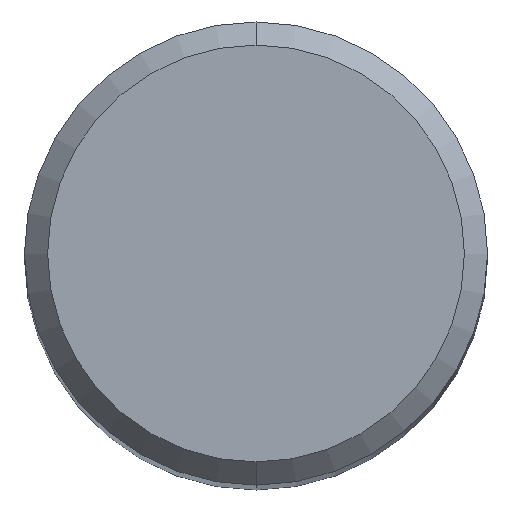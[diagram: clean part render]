
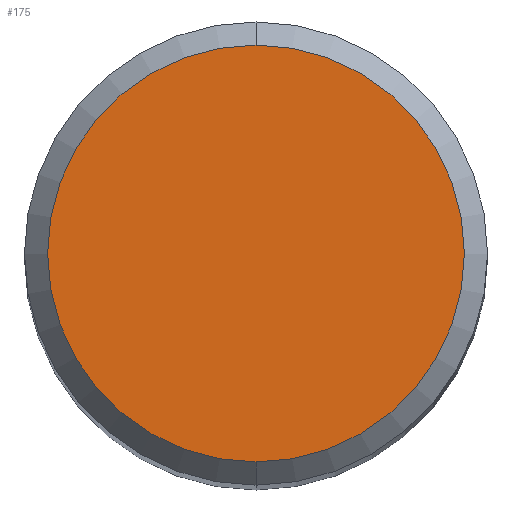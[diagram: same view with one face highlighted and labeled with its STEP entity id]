
A CAD part, top view. The second image highlights one B-rep face of the part: STEP entity #175.
In plain terms, the highlighted planar face has unit normal (0, 0, 1).
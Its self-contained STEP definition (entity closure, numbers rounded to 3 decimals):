
#175=ADVANCED_FACE('',(#467),#468,.T.);
#195=EDGE_CURVE('',#403,#255,#489,.T.);
#255=VERTEX_POINT('',#555);
#403=VERTEX_POINT('',#718);
#405=EDGE_CURVE('',#255,#403,#720,.T.);
#467=FACE_OUTER_BOUND('',#782,.T.);
#468=PLANE('',#783);
#489=CIRCLE('',#840,4.5);
#555=CARTESIAN_POINT('',(0.0,4.5,0.0));
#718=CARTESIAN_POINT('',(0.,-4.5,0.0));
#720=CIRCLE('',#1351,4.5);
#782=EDGE_LOOP('',(#1425,#1426));
#783=AXIS2_PLACEMENT_3D('',#1427,#1428,#1429);
#840=AXIS2_PLACEMENT_3D('',#1447,#1448,#1449);
#1351=AXIS2_PLACEMENT_3D('',#1706,#1707,#1708);
#1425=ORIENTED_EDGE('',*,*,#405,.F.);
#1426=ORIENTED_EDGE('',*,*,#195,.F.);
#1427=CARTESIAN_POINT('',(0.0,2.25,0.0));
#1428=DIRECTION('',(-0.0,0.0,1.0));
#1429=DIRECTION('',(0.0,-1.0,0.0));
#1447=CARTESIAN_POINT('',(0.0,0.0,0.0));
#1448=DIRECTION('',(0.0,0.0,-1.0));
#1449=DIRECTION('',(0.0,1.0,0.0));
#1706=CARTESIAN_POINT('',(0.0,0.0,0.0));
#1707=DIRECTION('',(0.0,0.0,-1.0));
#1708=DIRECTION('',(0.0,1.0,0.0));
